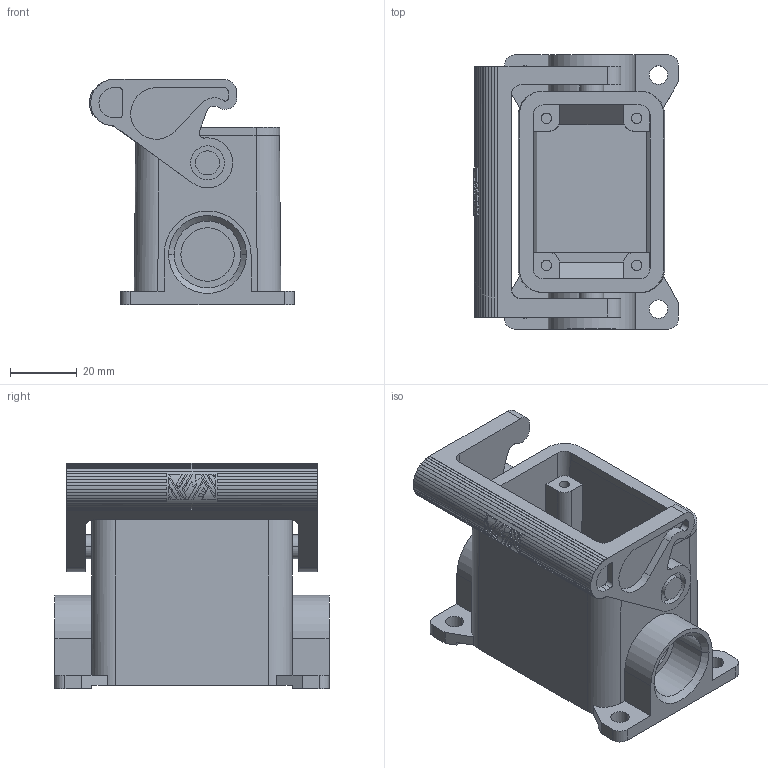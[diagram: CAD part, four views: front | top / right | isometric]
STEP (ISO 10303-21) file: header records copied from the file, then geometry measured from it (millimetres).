
FILE_DESCRIPTION(('Creo Elements/Direct Modeling STEP Export'),'2;1');
FILE_NAME('0ln7uvk4bj7eps41968','2017-07-06T14:59:15',(''),(''),'PTC Creo Elements/Direct Modeling STEP processor for AP214 (Solid Model)','PTC Creo Elements/Direct Modeling 19.0E 27-Jun-2016 (C) Parametric Technology GmbH','');
FILE_SCHEMA(('AUTOMOTIVE_DESIGN { 1 0 10303 214 1 1 1 1 }'));
Length unit declared in the file: millimetre
Products named in the file (2): JMPP_06_L20
Assembly tree (1 placements, depth 2):
  JMPP_06_L20
    JMPP_06_L20
Bounding box: 61.3 x 82 x 67.4 mm (x, y, z)
Volume: 77266.5 mm3; surface area: 39991.1 mm2
Topology: 1 solids, 1 shells, 377 faces, 1014 edges, 672 vertices
Faces by surface type: plane 237, cylinder 132, cone 4, extrusion 4
Entity records: 15131 total; most frequent: CARTESIAN_POINT 2767, ORIENTED_EDGE 2028, DIRECTION 1872, EDGE_CURVE 1014, VERTEX_POINT 672, AXIS2_PLACEMENT_3D 633, VECTOR 606, LINE 602
